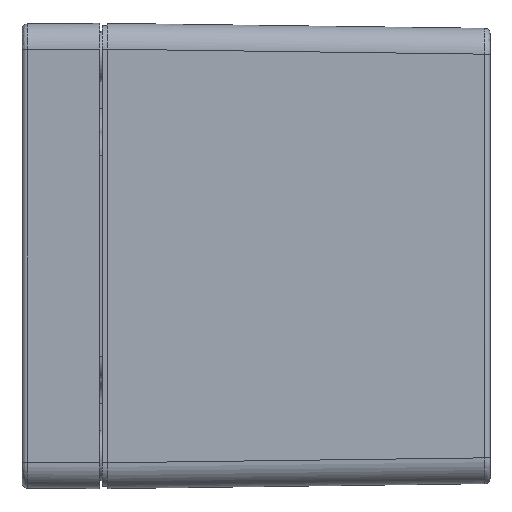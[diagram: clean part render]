
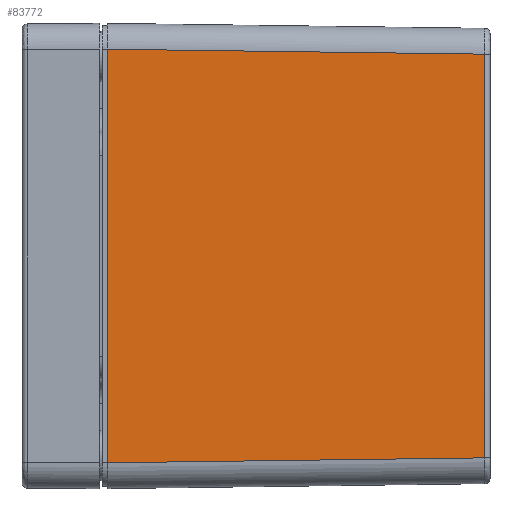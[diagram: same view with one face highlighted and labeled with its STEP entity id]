
A CAD part, left-side view. The second image highlights one B-rep face of the part: STEP entity #83772.
In plain terms, the highlighted planar face has unit normal (-1, -0.013, 0).
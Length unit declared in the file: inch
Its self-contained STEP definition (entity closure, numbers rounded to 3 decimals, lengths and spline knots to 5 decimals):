
#204 = EDGE_CURVE ( 'NONE', #59472, #23925, #96287, .T. ) ;
#2953 = CARTESIAN_POINT ( 'NONE',  ( -1.77114, -0.03937, -1.77165 ) ) ;
#5248 = EDGE_CURVE ( 'NONE', #80332, #58235, #28540, .T. ) ;
#5506 = VECTOR ( 'NONE', #59858, 39.37008 ) ;
#19713 = LINE ( 'NONE', #2953, #62364 ) ;
#21502 = FACE_OUTER_BOUND ( 'NONE', #89326, .T. ) ;
#22093 = CARTESIAN_POINT ( 'NONE',  ( -1.77114, -0.03937, -1.5743 ) ) ;
#23925 = VERTEX_POINT ( 'NONE', #22093 ) ;
#26367 = ORIENTED_EDGE ( 'NONE', *, *, #28574, .F. ) ;
#28540 = LINE ( 'NONE', #51476, #87437 ) ;
#28574 = EDGE_CURVE ( 'NONE', #80332, #59472, #58857, .T. ) ;
#35264 = CARTESIAN_POINT ( 'NONE',  ( -1.77114, -0.03937, 1.5743 ) ) ;
#36302 = CARTESIAN_POINT ( 'NONE',  ( -1.77165, 0., -1.77165 ) ) ;
#37511 = VECTOR ( 'NONE', #55044, 39.37008 ) ;
#40729 = CARTESIAN_POINT ( 'NONE',  ( -1.77138, -0.02061, -1.57455 ) ) ;
#43918 = DIRECTION ( 'NONE',  ( -0.013, 1., 0. ) ) ;
#45043 = CARTESIAN_POINT ( 'NONE',  ( -1.73351, -2.9139, -0.88583 ) ) ;
#51476 = CARTESIAN_POINT ( 'NONE',  ( -1.73351, -2.9139, 1.53667 ) ) ;
#51996 = DIRECTION ( 'NONE',  ( -0.013, 1., 0.013 ) ) ;
#55044 = DIRECTION ( 'NONE',  ( -0.013, 1., -0.013 ) ) ;
#58235 = VERTEX_POINT ( 'NONE', #35264 ) ;
#58857 = LINE ( 'NONE', #45043, #5506 ) ;
#59472 = VERTEX_POINT ( 'NONE', #66941 ) ;
#59858 = DIRECTION ( 'NONE',  ( 0., 0., -1. ) ) ;
#62364 = VECTOR ( 'NONE', #90066, 39.37008 ) ;
#65180 = CARTESIAN_POINT ( 'NONE',  ( -1.73351, -2.9139, 1.53667 ) ) ;
#66545 = ORIENTED_EDGE ( 'NONE', *, *, #204, .F. ) ;
#66941 = CARTESIAN_POINT ( 'NONE',  ( -1.73351, -2.9139, -1.53667 ) ) ;
#69440 = DIRECTION ( 'NONE',  ( -1., -0.013, 0. ) ) ;
#80254 = EDGE_CURVE ( 'NONE', #58235, #23925, #19713, .T. ) ;
#80332 = VERTEX_POINT ( 'NONE', #65180 ) ;
#83772 = ADVANCED_FACE ( 'NONE', ( #21502 ), #84760, .T. ) ;
#84760 = PLANE ( 'NONE',  #85775 ) ;
#85775 = AXIS2_PLACEMENT_3D ( 'NONE', #36302, #69440, #43918 ) ;
#87437 = VECTOR ( 'NONE', #51996, 39.37008 ) ;
#88004 = ORIENTED_EDGE ( 'NONE', *, *, #5248, .T. ) ;
#89326 = EDGE_LOOP ( 'NONE', ( #26367, #88004, #92891, #66545 ) ) ;
#90066 = DIRECTION ( 'NONE',  ( 0., 0., -1. ) ) ;
#92891 = ORIENTED_EDGE ( 'NONE', *, *, #80254, .T. ) ;
#96287 = LINE ( 'NONE', #40729, #37511 ) ;
